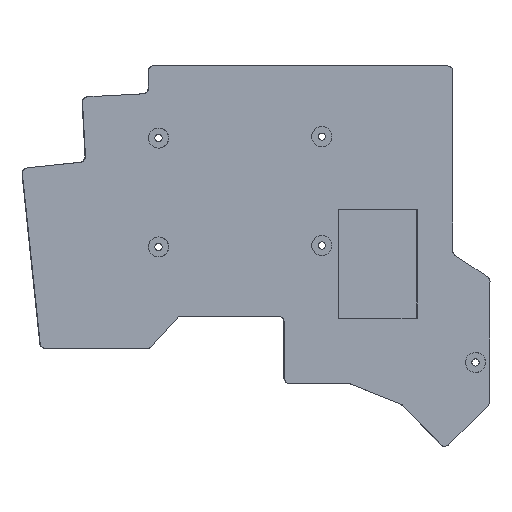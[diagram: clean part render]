
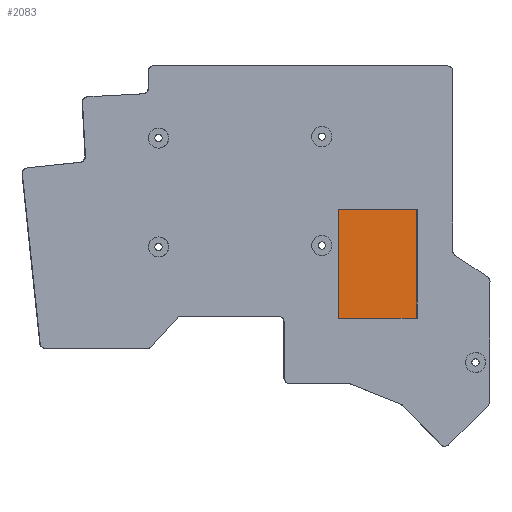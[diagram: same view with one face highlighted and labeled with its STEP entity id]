
A CAD part, top view. The second image highlights one B-rep face of the part: STEP entity #2083.
In plain terms, the highlighted planar face has unit normal (0.052, 0, 0.999).
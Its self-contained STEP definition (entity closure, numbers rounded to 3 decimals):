
#1381 = VERTEX_POINT('',#1382);
#1382 = CARTESIAN_POINT('',(131.247,46.939,
    -11.398));
#1388 = EDGE_CURVE('',#1381,#1389,#1391,.T.);
#1389 = VERTEX_POINT('',#1390);
#1390 = CARTESIAN_POINT('',(103.785,46.939,
    -9.959));
#1391 = LINE('',#1392,#1393);
#1392 = CARTESIAN_POINT('',(131.247,46.939,
    -11.398));
#1393 = VECTOR('',#1394,1.);
#1394 = DIRECTION('',(-0.999,0.,0.052));
#1412 = EDGE_CURVE('',#1389,#1413,#1415,.T.);
#1413 = VERTEX_POINT('',#1414);
#1414 = CARTESIAN_POINT('',(103.785,8.939,
    -9.959));
#1415 = LINE('',#1416,#1417);
#1416 = CARTESIAN_POINT('',(103.785,46.939,
    -9.959));
#1417 = VECTOR('',#1418,1.);
#1418 = DIRECTION('',(0.,-1.,0.));
#1436 = EDGE_CURVE('',#1413,#1437,#1439,.T.);
#1437 = VERTEX_POINT('',#1438);
#1438 = CARTESIAN_POINT('',(131.247,8.939,
    -11.398));
#1439 = LINE('',#1440,#1441);
#1440 = CARTESIAN_POINT('',(103.785,8.939,
    -9.959));
#1441 = VECTOR('',#1442,1.);
#1442 = DIRECTION('',(0.999,0.,-0.052));
#1460 = EDGE_CURVE('',#1437,#1381,#1461,.T.);
#1461 = LINE('',#1462,#1463);
#1462 = CARTESIAN_POINT('',(131.247,8.939,
    -11.398));
#1463 = VECTOR('',#1464,1.);
#1464 = DIRECTION('',(0.,1.,0.));
#2083 = ADVANCED_FACE('',(#2084),#2090,.T.);
#2084 = FACE_BOUND('',#2085,.T.);
#2085 = EDGE_LOOP('',(#2086,#2087,#2088,#2089));
#2086 = ORIENTED_EDGE('',*,*,#1388,.T.);
#2087 = ORIENTED_EDGE('',*,*,#1412,.T.);
#2088 = ORIENTED_EDGE('',*,*,#1436,.T.);
#2089 = ORIENTED_EDGE('',*,*,#1460,.T.);
#2090 = PLANE('',#2091);
#2091 = AXIS2_PLACEMENT_3D('',#2092,#2093,#2094);
#2092 = CARTESIAN_POINT('',(117.516,27.939,
    -10.678));
#2093 = DIRECTION('',(0.052,0.,0.999));
#2094 = DIRECTION('',(0.999,0.,-0.052));
